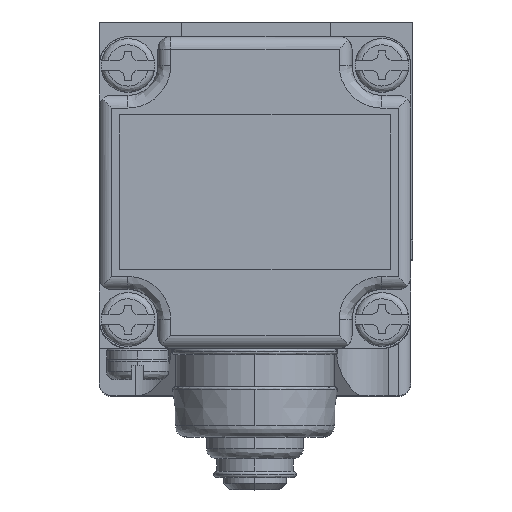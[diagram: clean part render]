
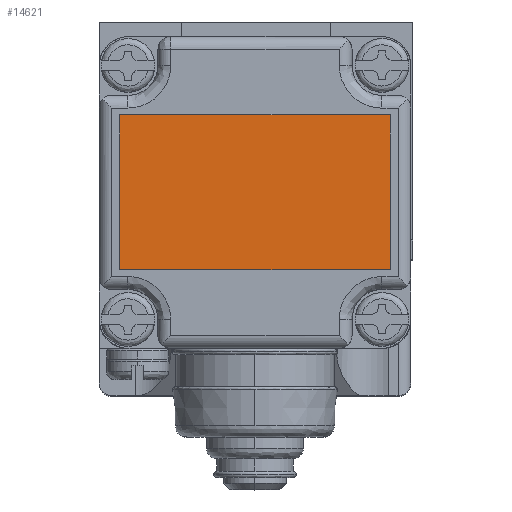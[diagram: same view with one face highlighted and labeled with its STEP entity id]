
A CAD part, top view. The second image highlights one B-rep face of the part: STEP entity #14621.
In plain terms, the highlighted planar face has unit normal (0, 0, 1).
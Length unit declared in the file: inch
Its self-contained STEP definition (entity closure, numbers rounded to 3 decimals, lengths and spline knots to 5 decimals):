
#21 = VERTEX_POINT ( 'NONE', #7885 ) ;
#285 = EDGE_CURVE ( 'NONE', #1383, #21, #8085, .T. ) ;
#746 = ORIENTED_EDGE ( 'NONE', *, *, #285, .T. ) ;
#1383 = VERTEX_POINT ( 'NONE', #8897 ) ;
#1659 = EDGE_CURVE ( 'NONE', #2751, #1383, #9272, .T. ) ;
#2122 = ORIENTED_EDGE ( 'NONE', *, *, #1659, .T. ) ;
#2751 = VERTEX_POINT ( 'NONE', #10118 ) ;
#3028 = VERTEX_POINT ( 'NONE', #10376 ) ;
#3311 = EDGE_CURVE ( 'NONE', #3028, #2751, #10604, .T. ) ;
#3758 = ORIENTED_EDGE ( 'NONE', *, *, #3311, .T. ) ;
#4096 = LINE ( 'NONE', #4097, #4098 ) ;
#4097 = CARTESIAN_POINT ( 'NONE',  ( -2.62567, 1.6537, 2.06581 ) ) ;
#4098 = VECTOR ( 'NONE', #4099, 39.37008 ) ;
#4099 = DIRECTION ( 'NONE',  ( 0., -1., 0. ) ) ;
#20867 = EDGE_CURVE ( 'NONE', #21, #3028, #4096, .T. ) ;
#21336 = ORIENTED_EDGE ( 'NONE', *, *, #20867, .T. ) ;
#21394 = FACE_OUTER_BOUND ( 'NONE', #14386, .T. ) ;
#21395 = PLANE ( 'NONE',  #21396 ) ;
#21396 = AXIS2_PLACEMENT_3D ( 'NONE', #21397, #21398, #21399 ) ;
#21397 = CARTESIAN_POINT ( 'NONE',  ( -1.97067, 1.2787, 2.06581 ) ) ;
#21398 = DIRECTION ( 'NONE',  ( 0., 0., -1. ) ) ;
#21399 = DIRECTION ( 'NONE',  ( 0., 1., 0. ) ) ;
#7885 = CARTESIAN_POINT ( 'NONE',  ( -2.62567, 1.6537, 2.06581 ) ) ;
#8085 = LINE ( 'NONE', #8086, #8087 ) ;
#8086 = CARTESIAN_POINT ( 'NONE',  ( -1.31567, 1.6537, 2.06581 ) ) ;
#8087 = VECTOR ( 'NONE', #8088, 39.37008 ) ;
#8088 = DIRECTION ( 'NONE',  ( -1., 0., 0. ) ) ;
#8897 = CARTESIAN_POINT ( 'NONE',  ( -1.31567, 1.6537, 2.06581 ) ) ;
#9272 = LINE ( 'NONE', #9273, #9274 ) ;
#9273 = CARTESIAN_POINT ( 'NONE',  ( -1.31567, 0.9037, 2.06581 ) ) ;
#9274 = VECTOR ( 'NONE', #9275, 39.37008 ) ;
#9275 = DIRECTION ( 'NONE',  ( 0., 1., 0. ) ) ;
#10118 = CARTESIAN_POINT ( 'NONE',  ( -1.31567, 0.9037, 2.06581 ) ) ;
#10376 = CARTESIAN_POINT ( 'NONE',  ( -2.62567, 0.9037, 2.06581 ) ) ;
#10604 = LINE ( 'NONE', #10605, #10606 ) ;
#10605 = CARTESIAN_POINT ( 'NONE',  ( -2.62567, 0.9037, 2.06581 ) ) ;
#10606 = VECTOR ( 'NONE', #10611, 39.37008 ) ;
#10611 = DIRECTION ( 'NONE',  ( 1., 0., 0. ) ) ;
#14386 = EDGE_LOOP ( 'NONE', ( #3758, #2122, #746, #21336 ) ) ;
#14621 = ADVANCED_FACE ( 'NONE', ( #21394 ), #21395, .F. ) ;
